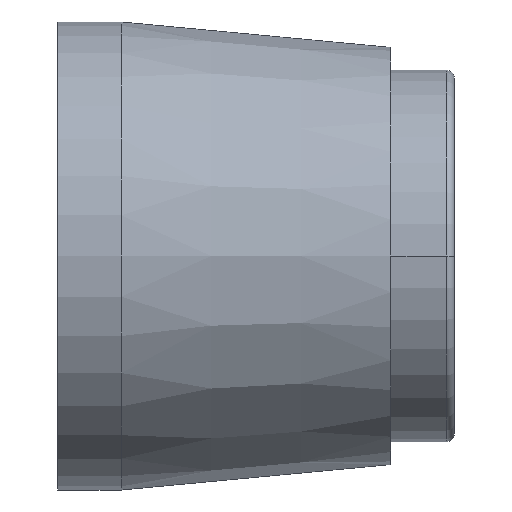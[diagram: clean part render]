
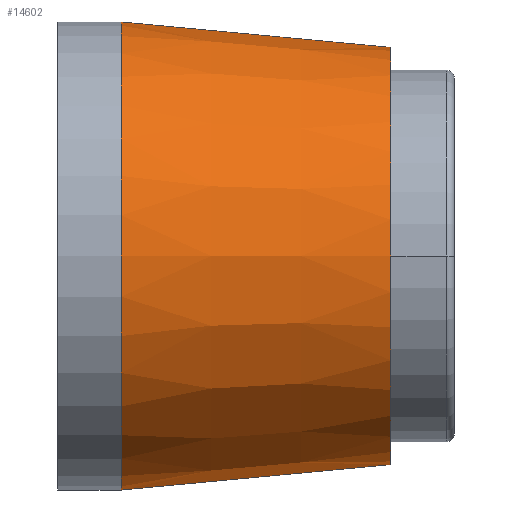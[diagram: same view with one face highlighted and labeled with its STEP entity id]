
A CAD part, left-side view. The second image highlights one B-rep face of the part: STEP entity #14602.
In plain terms, the highlighted conical face has half-angle 5.377 degrees and reference radius 263 mm.
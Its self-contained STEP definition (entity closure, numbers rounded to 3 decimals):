
#232 = ORIENTED_EDGE ( 'NONE', *, *, #2054, .F. ) ;
#479 = ORIENTED_EDGE ( 'NONE', *, *, #13023, .F. ) ;
#606 = CARTESIAN_POINT ( 'NONE',  ( 0., -340., 0. ) ) ;
#635 = VECTOR ( 'NONE', #10212, 1000. ) ;
#893 = CARTESIAN_POINT ( 'NONE',  ( 0., -340., 263. ) ) ;
#1337 = DIRECTION ( 'NONE',  ( 0., 0., 1. ) ) ;
#1713 = DIRECTION ( 'NONE',  ( 0., 0., 1. ) ) ;
#2054 = EDGE_CURVE ( 'NONE', #11377, #11833, #6277, .T. ) ;
#2477 = VERTEX_POINT ( 'NONE', #14184 ) ;
#2942 = CARTESIAN_POINT ( 'NONE',  ( 0., 0., 295. ) ) ;
#4439 = CIRCLE ( 'NONE', #7967, 263. ) ;
#5135 = AXIS2_PLACEMENT_3D ( 'NONE', #11815, #9589, #1713 ) ;
#6214 = DIRECTION ( 'NONE',  ( 0., 0., 1. ) ) ;
#6277 = CIRCLE ( 'NONE', #7459, 295. ) ;
#7213 = ORIENTED_EDGE ( 'NONE', *, *, #13125, .T. ) ;
#7459 = AXIS2_PLACEMENT_3D ( 'NONE', #13584, #11300, #1337 ) ;
#7512 = ORIENTED_EDGE ( 'NONE', *, *, #7955, .T. ) ;
#7928 = CARTESIAN_POINT ( 'NONE',  ( 0., -340., -263. ) ) ;
#7955 = EDGE_CURVE ( 'NONE', #2477, #11833, #11152, .T. ) ;
#7967 = AXIS2_PLACEMENT_3D ( 'NONE', #606, #8427, #6214 ) ;
#8427 = DIRECTION ( 'NONE',  ( 0., 1., 0. ) ) ;
#8489 = CARTESIAN_POINT ( 'NONE',  ( 0., -340., -263. ) ) ;
#9589 = DIRECTION ( 'NONE',  ( 0., 1., 0. ) ) ;
#10212 = DIRECTION ( 'NONE',  ( 0., 0.996, -0.094 ) ) ;
#10422 = FACE_OUTER_BOUND ( 'NONE', #10756, .T. ) ;
#10756 = EDGE_LOOP ( 'NONE', ( #479, #7213, #7512, #232 ) ) ;
#10768 = VECTOR ( 'NONE', #13286, 1000. ) ;
#11152 = LINE ( 'NONE', #893, #10768 ) ;
#11300 = DIRECTION ( 'NONE',  ( 0., 1., 0. ) ) ;
#11324 = LINE ( 'NONE', #7928, #635 ) ;
#11377 = VERTEX_POINT ( 'NONE', #13378 ) ;
#11815 = CARTESIAN_POINT ( 'NONE',  ( 0., -340., 0. ) ) ;
#11833 = VERTEX_POINT ( 'NONE', #2942 ) ;
#12201 = CONICAL_SURFACE ( 'NONE', #5135, 263., 0.094 ) ;
#13023 = EDGE_CURVE ( 'NONE', #14447, #11377, #11324, .T. ) ;
#13125 = EDGE_CURVE ( 'NONE', #14447, #2477, #4439, .T. ) ;
#13286 = DIRECTION ( 'NONE',  ( 0., 0.996, 0.094 ) ) ;
#13378 = CARTESIAN_POINT ( 'NONE',  ( 0., 0., -295. ) ) ;
#13584 = CARTESIAN_POINT ( 'NONE',  ( 0., 0., 0. ) ) ;
#14184 = CARTESIAN_POINT ( 'NONE',  ( 0., -340., 263. ) ) ;
#14447 = VERTEX_POINT ( 'NONE', #8489 ) ;
#14602 = ADVANCED_FACE ( 'NONE', ( #10422 ), #12201, .T. ) ;
